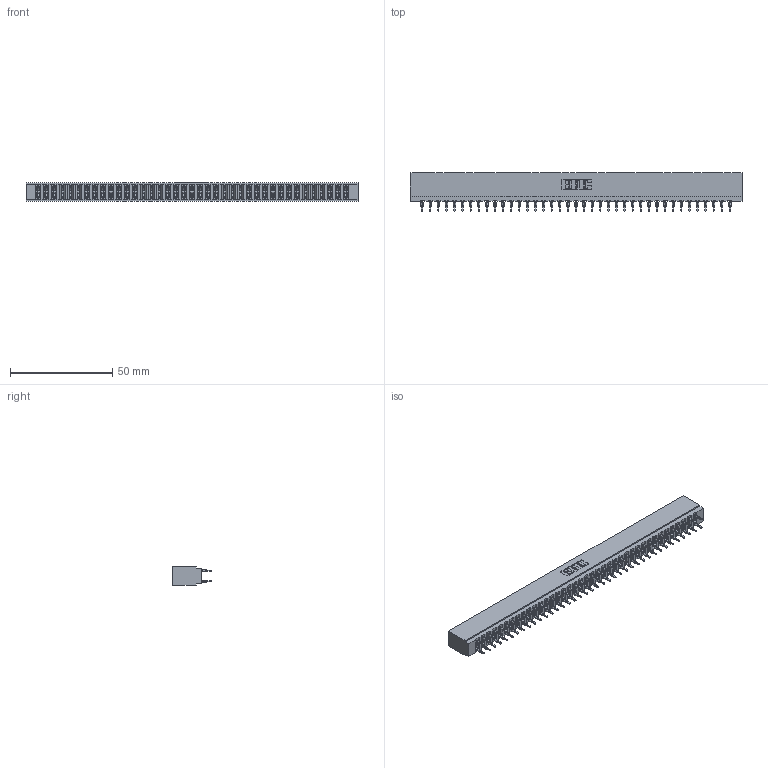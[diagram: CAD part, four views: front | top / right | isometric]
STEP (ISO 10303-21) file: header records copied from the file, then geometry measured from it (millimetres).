
FILE_DESCRIPTION (( 'STEP AP203' ), '1' );
FILE_NAME ('717-078-525-201.STEP', '2026-02-20T19:21:47', ( '' ), ( '' ), 'SwSTEP 2.0', 'SolidWorks 2023', '' );
FILE_SCHEMA (( 'CONFIG_CONTROL_DESIGN' ));
Length unit declared in the file: millimetre
Products named in the file (3): 717-078-525-201; 717 Part_Insulator Option - 06; 745-292-001_525
Assembly tree (79 placements, depth 2):
  717-078-525-201
    717 Part_Insulator Option - 06
    745-292-001_525  x78
Bounding box: 162.41 x 18.78 x 8.89 mm (x, y, z)
Volume: 14063.2 mm3; surface area: 21387.2 mm2
Topology: 79 solids, 79 shells, 7114 faces, 19127 edges, 12022 vertices
Faces by surface type: plane 3681, bspline 1560, cylinder 1405, torus 468
Entity records: 67285 total; most frequent: CARTESIAN_POINT 12183, ORIENTED_EDGE 11612, DIRECTION 10140, EDGE_CURVE 5806, VECTOR 5390, LINE 5390, VERTEX_POINT 3706, AXIS2_PLACEMENT_3D 2375
